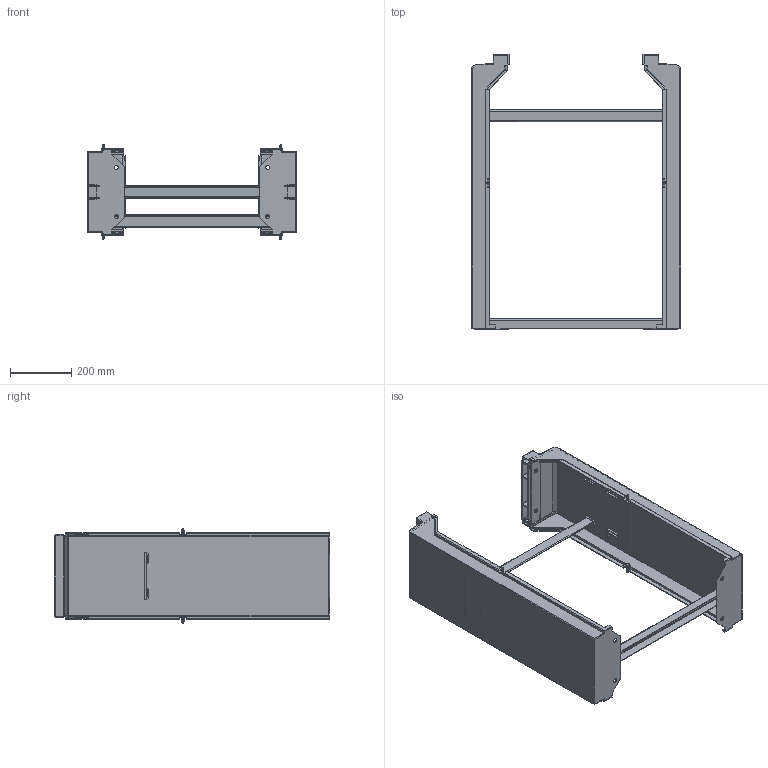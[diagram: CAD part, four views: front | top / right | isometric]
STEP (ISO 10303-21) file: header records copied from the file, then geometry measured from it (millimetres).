
FILE_DESCRIPTION (( 'STEP AP203' ), '1' );
FILE_NAME ('072009103.STEP', '2017-01-23T07:38:48', ( '' ), ( '' ), 'SwSTEP 2.0', 'SolidWorks 2016', '' );
FILE_SCHEMA (( 'CONFIG_CONTROL_DESIGN' ));
Length unit declared in the file: millimetre
Products named in the file (8): Fianco P330xL645xH900; Piastra di rinforzo fissaggio armadio L870; Tubo rettangolare 40x30x2; Angolare poliestruso 40x40x5; Vite_AP7TE_25; ViteAP7TE25; 072009103; filettovite
Assembly tree (13 placements, depth 3):
  072009103
    Fianco P330xL645xH900  x3
    Piastra di rinforzo fissaggio armadio L870  x2
    Tubo rettangolare 40x30x2
    Angolare poliestruso 40x40x5
    Vite_AP7TE_25  x4
      ViteAP7TE25
      filettovite
Bounding box: 684.4 x 900 x 308.36 mm (x, y, z)
Volume: 4800875.3 mm3; surface area: 2939864.4 mm2
Topology: 15 solids, 15 shells, 2160 faces, 5275 edges, 3242 vertices
Faces by surface type: plane 1054, cylinder 776, bspline 166, sphere 132, torus 22, cone 10
Entity records: 25536 total; most frequent: CARTESIAN_POINT 8661, ORIENTED_EDGE 3508, DIRECTION 3020, EDGE_CURVE 1754, VECTOR 1170, LINE 1170, VERTEX_POINT 1080, AXIS2_PLACEMENT_3D 925
